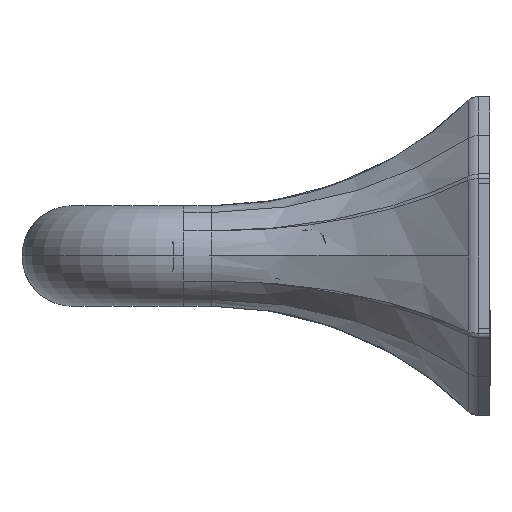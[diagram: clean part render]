
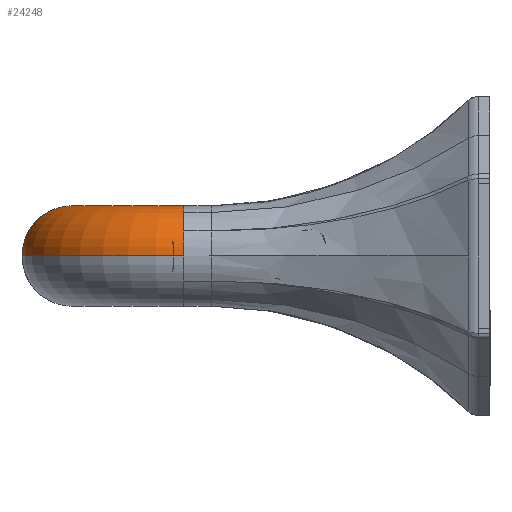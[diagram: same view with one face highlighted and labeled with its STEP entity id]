
A CAD part, left-side view. The second image highlights one B-rep face of the part: STEP entity #24248.
In plain terms, the highlighted toroidal (fillet/blend) face has major radius 20 mm and minor radius 9 mm.
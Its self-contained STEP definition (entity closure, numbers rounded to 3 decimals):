
#23382=CARTESIAN_POINT('Vertex',(-300.,55.,9.)) ;
#23385=CARTESIAN_POINT('Axis2P3D Location',(-300.,55.,0.)) ;
#23389=CARTESIAN_POINT('Vertex',(-304.5,55.,7.794)) ;
#23511=CARTESIAN_POINT('Vertex',(-292.206,55.,4.5)) ;
#23514=CARTESIAN_POINT('Axis2P3D Location',(-300.,55.,0.)) ;
#23518=CARTESIAN_POINT('Vertex',(-295.5,55.,7.794)) ;
#23738=CARTESIAN_POINT('Vertex',(-291.,55.,0.)) ;
#23741=CARTESIAN_POINT('Axis2P3D Location',(-300.,55.,0.)) ;
#24162=CARTESIAN_POINT('Axis2P3D Location',(-280.,55.,0.)) ;
#24167=CARTESIAN_POINT('Axis2P3D Location',(-280.,75.,0.)) ;
#24171=CARTESIAN_POINT('Vertex',(-280.,75.,9.)) ;
#24173=CARTESIAN_POINT('Vertex',(-280.,70.5,7.794)) ;
#24176=CARTESIAN_POINT('Axis2P3D Location',(-280.,75.,0.)) ;
#24180=CARTESIAN_POINT('Vertex',(-280.,79.5,7.794)) ;
#24183=CARTESIAN_POINT('Axis2P3D Location',(-280.,75.,0.)) ;
#24187=CARTESIAN_POINT('Vertex',(-280.,84.,0.)) ;
#24190=CARTESIAN_POINT('Axis2P3D Location',(-280.,55.,0.)) ;
#24194=CARTESIAN_POINT('Vertex',(-309.,55.,0.)) ;
#24197=CARTESIAN_POINT('Axis2P3D Location',(-300.,55.,0.)) ;
#24201=CARTESIAN_POINT('Vertex',(-307.794,55.,4.5)) ;
#24204=CARTESIAN_POINT('Axis2P3D Location',(-300.,55.,0.)) ;
#24209=CARTESIAN_POINT('Axis2P3D Location',(-300.,55.,0.)) ;
#24214=CARTESIAN_POINT('Axis2P3D Location',(-280.,55.,0.)) ;
#24218=CARTESIAN_POINT('Vertex',(-280.,66.,0.)) ;
#24221=CARTESIAN_POINT('Axis2P3D Location',(-280.,75.,0.)) ;
#24225=CARTESIAN_POINT('Vertex',(-280.,67.206,4.5)) ;
#24228=CARTESIAN_POINT('Axis2P3D Location',(-280.,75.,0.)) ;
#23386=DIRECTION('Axis2P3D Direction',(0.,-1.,0.)) ;
#23515=DIRECTION('Axis2P3D Direction',(0.,-1.,0.)) ;
#23742=DIRECTION('Axis2P3D Direction',(0.,-1.,0.)) ;
#24163=DIRECTION('Axis2P3D Direction',(0.,0.,1.)) ;
#24164=DIRECTION('Axis2P3D XDirection',(0.,1.,0.)) ;
#24168=DIRECTION('Axis2P3D Direction',(1.,0.,0.)) ;
#24177=DIRECTION('Axis2P3D Direction',(1.,0.,0.)) ;
#24184=DIRECTION('Axis2P3D Direction',(1.,0.,0.)) ;
#24191=DIRECTION('Axis2P3D Direction',(0.,0.,1.)) ;
#24198=DIRECTION('Axis2P3D Direction',(0.,1.,0.)) ;
#24205=DIRECTION('Axis2P3D Direction',(0.,1.,0.)) ;
#24210=DIRECTION('Axis2P3D Direction',(0.,1.,0.)) ;
#24215=DIRECTION('Axis2P3D Direction',(0.,0.,1.)) ;
#24222=DIRECTION('Axis2P3D Direction',(1.,0.,0.)) ;
#24229=DIRECTION('Axis2P3D Direction',(1.,0.,0.)) ;
#23387=AXIS2_PLACEMENT_3D('Circle Axis2P3D',#23385,#23386,$) ;
#23516=AXIS2_PLACEMENT_3D('Circle Axis2P3D',#23514,#23515,$) ;
#23743=AXIS2_PLACEMENT_3D('Circle Axis2P3D',#23741,#23742,$) ;
#24165=AXIS2_PLACEMENT_3D('Torus Axis2P3D',#24162,#24163,#24164) ;
#24169=AXIS2_PLACEMENT_3D('Circle Axis2P3D',#24167,#24168,$) ;
#24178=AXIS2_PLACEMENT_3D('Circle Axis2P3D',#24176,#24177,$) ;
#24185=AXIS2_PLACEMENT_3D('Circle Axis2P3D',#24183,#24184,$) ;
#24192=AXIS2_PLACEMENT_3D('Circle Axis2P3D',#24190,#24191,$) ;
#24199=AXIS2_PLACEMENT_3D('Circle Axis2P3D',#24197,#24198,$) ;
#24206=AXIS2_PLACEMENT_3D('Circle Axis2P3D',#24204,#24205,$) ;
#24211=AXIS2_PLACEMENT_3D('Circle Axis2P3D',#24209,#24210,$) ;
#24216=AXIS2_PLACEMENT_3D('Circle Axis2P3D',#24214,#24215,$) ;
#24223=AXIS2_PLACEMENT_3D('Circle Axis2P3D',#24221,#24222,$) ;
#24230=AXIS2_PLACEMENT_3D('Circle Axis2P3D',#24228,#24229,$) ;
#23388=CIRCLE('generated circle',#23387,9.) ;
#23517=CIRCLE('generated circle',#23516,9.) ;
#23744=CIRCLE('generated circle',#23743,9.) ;
#24170=CIRCLE('generated circle',#24169,9.) ;
#24179=CIRCLE('generated circle',#24178,9.) ;
#24186=CIRCLE('generated circle',#24185,9.) ;
#24193=CIRCLE('generated circle',#24192,29.) ;
#24200=CIRCLE('generated circle',#24199,9.) ;
#24207=CIRCLE('generated circle',#24206,9.) ;
#24212=CIRCLE('generated circle',#24211,9.) ;
#24217=CIRCLE('generated circle',#24216,11.) ;
#24224=CIRCLE('generated circle',#24223,9.) ;
#24231=CIRCLE('generated circle',#24230,9.) ;
#24166=TOROIDAL_SURFACE('homeo Torus',#24165,20.,9.) ;
#23391=EDGE_CURVE('',#23390,#23383,#23388,.F.) ;
#23520=EDGE_CURVE('',#23519,#23512,#23517,.F.) ;
#23745=EDGE_CURVE('',#23512,#23739,#23744,.F.) ;
#24175=EDGE_CURVE('',#24172,#24174,#24170,.T.) ;
#24182=EDGE_CURVE('',#24181,#24172,#24179,.T.) ;
#24189=EDGE_CURVE('',#24188,#24181,#24186,.T.) ;
#24196=EDGE_CURVE('',#24188,#24195,#24193,.T.) ;
#24203=EDGE_CURVE('',#24195,#24202,#24200,.T.) ;
#24208=EDGE_CURVE('',#23390,#24202,#24207,.F.) ;
#24213=EDGE_CURVE('',#23519,#23383,#24212,.F.) ;
#24220=EDGE_CURVE('',#24219,#23739,#24217,.T.) ;
#24227=EDGE_CURVE('',#24226,#24219,#24224,.T.) ;
#24232=EDGE_CURVE('',#24174,#24226,#24231,.T.) ;
#24234=ORIENTED_EDGE('',*,*,#24175,.F.) ;
#24235=ORIENTED_EDGE('',*,*,#24182,.F.) ;
#24236=ORIENTED_EDGE('',*,*,#24189,.F.) ;
#24237=ORIENTED_EDGE('',*,*,#24196,.T.) ;
#24238=ORIENTED_EDGE('',*,*,#24203,.T.) ;
#24239=ORIENTED_EDGE('',*,*,#24208,.F.) ;
#24240=ORIENTED_EDGE('',*,*,#23391,.T.) ;
#24241=ORIENTED_EDGE('',*,*,#24213,.F.) ;
#24242=ORIENTED_EDGE('',*,*,#23520,.T.) ;
#24243=ORIENTED_EDGE('',*,*,#23745,.T.) ;
#24244=ORIENTED_EDGE('',*,*,#24220,.F.) ;
#24245=ORIENTED_EDGE('',*,*,#24227,.F.) ;
#24246=ORIENTED_EDGE('',*,*,#24232,.F.) ;
#24233=EDGE_LOOP('',(#24234,#24235,#24236,#24237,#24238,#24239,#24240,#24241,#24242,#24243,#24244,#24245,#24246)) ;
#23383=VERTEX_POINT('',#23382) ;
#23390=VERTEX_POINT('',#23389) ;
#23512=VERTEX_POINT('',#23511) ;
#23519=VERTEX_POINT('',#23518) ;
#23739=VERTEX_POINT('',#23738) ;
#24172=VERTEX_POINT('',#24171) ;
#24174=VERTEX_POINT('',#24173) ;
#24181=VERTEX_POINT('',#24180) ;
#24188=VERTEX_POINT('',#24187) ;
#24195=VERTEX_POINT('',#24194) ;
#24202=VERTEX_POINT('',#24201) ;
#24219=VERTEX_POINT('',#24218) ;
#24226=VERTEX_POINT('',#24225) ;
#24248=ADVANCED_FACE('P30847.1\\PartBody',(#24247),#24166,.T.) ;
#24247=FACE_OUTER_BOUND('',#24233,.T.) ;
